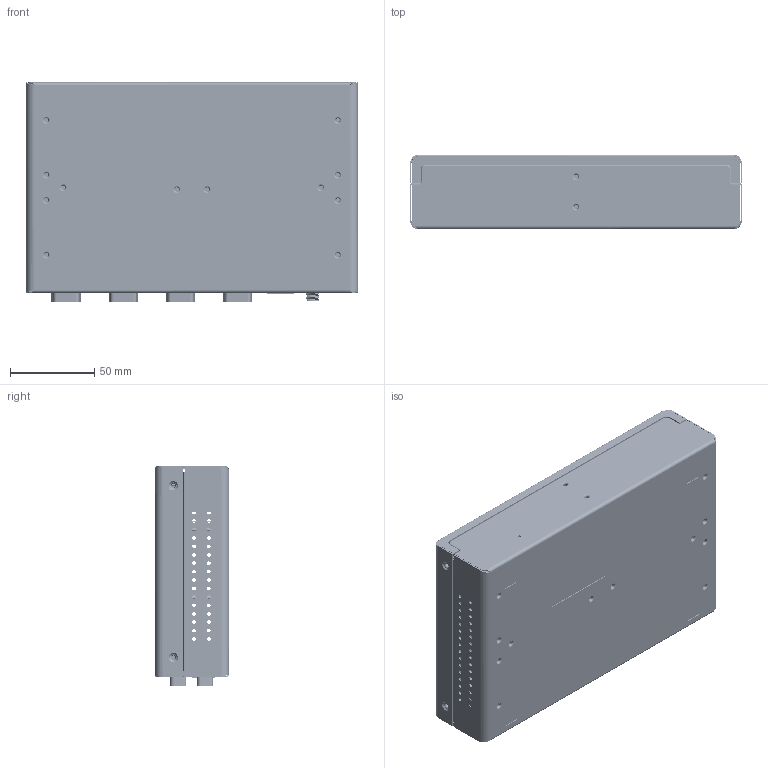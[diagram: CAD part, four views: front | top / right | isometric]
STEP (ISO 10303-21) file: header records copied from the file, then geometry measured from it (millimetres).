
FILE_DESCRIPTION((''),'2;1');
FILE_NAME('NPORT_5600_8_DTL','2011-03-17T',('David_Sung'),(''),'PRO/ENGINEER BY PARAMETRIC TECHNOLOGY CORPORATION, 2006020','PRO/ENGINEER BY PARAMETRIC TECHNOLOGY CORPORATION, 2006020','');
FILE_SCHEMA(('CONFIG_CONTROL_DESIGN'));
Products named in the file (1): NPORT_5600_8_DTL
Bounding box: 197 x 44 x 130.13 mm (x, y, z)
Volume: 203010.9 mm3; surface area: 351091.3 mm2
Topology: 152 solids, 152 shells, 5228 faces, 12988 edges, 8423 vertices
Faces by surface type: plane 2818, cylinder 2158, torus 160, bspline 84, cone 8
Entity records: 161498 total; most frequent: CARTESIAN_POINT 31769, DIRECTION 27936, ORIENTED_EDGE 25976, EDGE_CURVE 12988, AXIS2_PLACEMENT_3D 10088, VERTEX_POINT 8423, VECTOR 7760, LINE 7760
